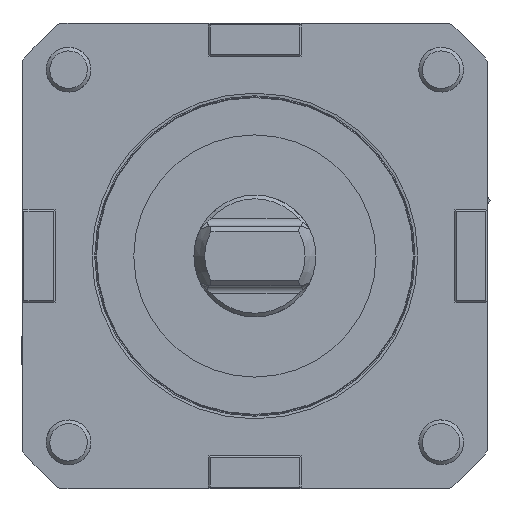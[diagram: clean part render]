
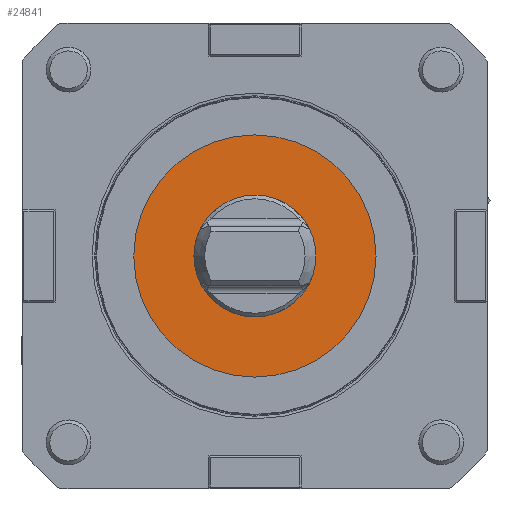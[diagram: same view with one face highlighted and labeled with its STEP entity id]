
A CAD part, front view. The second image highlights one B-rep face of the part: STEP entity #24841.
In plain terms, the highlighted planar face has unit normal (0, -1, 0).
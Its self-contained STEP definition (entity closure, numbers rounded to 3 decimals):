
#1553 = AXIS2_PLACEMENT_3D ( 'NONE', #10676, #12984, #14862 ) ;
#1667 = DIRECTION ( 'NONE',  ( 1., 0., 0. ) ) ;
#2780 = EDGE_CURVE ( 'NONE', #17430, #17430, #14038, .T. ) ;
#3801 = FACE_BOUND ( 'NONE', #22122, .T. ) ;
#8172 = DIRECTION ( 'NONE',  ( 0., 1., 0. ) ) ;
#8702 = PLANE ( 'NONE',  #26891 ) ;
#10676 = CARTESIAN_POINT ( 'NONE',  ( 0., -100., 0. ) ) ;
#10913 = CARTESIAN_POINT ( 'NONE',  ( -32.5, -100., 0. ) ) ;
#12508 = ORIENTED_EDGE ( 'NONE', *, *, #2780, .F. ) ;
#12984 = DIRECTION ( 'NONE',  ( 0., 1., 0. ) ) ;
#14038 = CIRCLE ( 'NONE', #1553, 32.5 ) ;
#14265 = CIRCLE ( 'NONE', #15184, 16.35 ) ;
#14862 = DIRECTION ( 'NONE',  ( -1., 0., 0. ) ) ;
#15184 = AXIS2_PLACEMENT_3D ( 'NONE', #17185, #8172, #1667 ) ;
#15470 = ORIENTED_EDGE ( 'NONE', *, *, #25858, .T. ) ;
#15818 = VERTEX_POINT ( 'NONE', #24742 ) ;
#17185 = CARTESIAN_POINT ( 'NONE',  ( 0., -100., 0. ) ) ;
#17430 = VERTEX_POINT ( 'NONE', #10913 ) ;
#19178 = CARTESIAN_POINT ( 'NONE',  ( -32.5, -100., 0. ) ) ;
#19474 = DIRECTION ( 'NONE',  ( 0., -1., 0. ) ) ;
#22122 = EDGE_LOOP ( 'NONE', ( #15470 ) ) ;
#24742 = CARTESIAN_POINT ( 'NONE',  ( 16.35, -100., 0. ) ) ;
#24841 = ADVANCED_FACE ( 'Defeature completata1_214', ( #3801, #28685 ), #8702, .T. ) ;
#25858 = EDGE_CURVE ( 'NONE', #15818, #15818, #14265, .T. ) ;
#26204 = EDGE_LOOP ( 'NONE', ( #12508 ) ) ;
#26891 = AXIS2_PLACEMENT_3D ( 'NONE', #19178, #19474, #28405 ) ;
#28405 = DIRECTION ( 'NONE',  ( 1., 0., 0. ) ) ;
#28685 = FACE_OUTER_BOUND ( 'NONE', #26204, .T. ) ;
